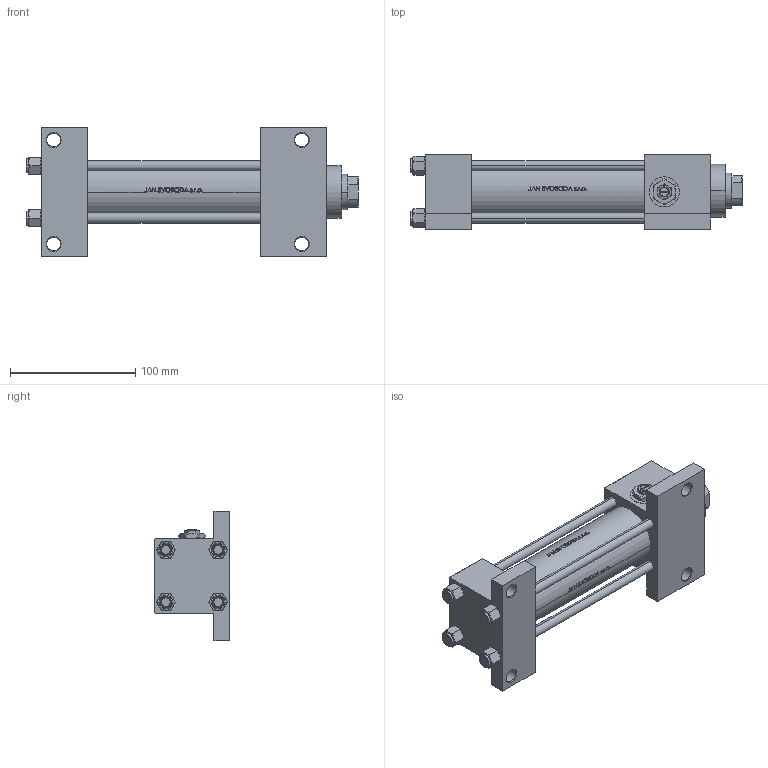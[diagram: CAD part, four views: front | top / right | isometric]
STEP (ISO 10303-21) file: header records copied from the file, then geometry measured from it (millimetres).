
FILE_DESCRIPTION (( 'STEP AP203' ), '1' );
FILE_NAME ('0ecf.STEP', '2023-01-17T17:31:25', ( '' ), ( '' ), 'SwSTEP 2.0', 'SolidWorks 2019', '' );
FILE_SCHEMA (( 'CONFIG_CONTROL_DESIGN' ));
Length unit declared in the file: millimetre
Products named in the file (7): V215_VC_A b3c67474945a4e6225859e3ff996d3f6; 0ecf; V215CR_G_Body b3c67474945a4e6225859e3ff996d3f6; NUT_M5_G b3c67474945a4e6225859e3ff996d3f6; V215CR_G_TYCINKA b3c67474945a4e6225859e3ff996d3f6; V215CR_VCP_G b3c67474945a4e6225859e3ff996d3f6; Zatka_pro_OIL_PORT b3c67474945a4e6225859e3ff996d3f6
Assembly tree (12 placements, depth 2):
  0ecf
    V215CR_G_Body b3c67474945a4e6225859e3ff996d3f6
    V215CR_VCP_G b3c67474945a4e6225859e3ff996d3f6
    V215CR_G_TYCINKA b3c67474945a4e6225859e3ff996d3f6  x4
    NUT_M5_G b3c67474945a4e6225859e3ff996d3f6  x4
    V215_VC_A b3c67474945a4e6225859e3ff996d3f6
    Zatka_pro_OIL_PORT b3c67474945a4e6225859e3ff996d3f6
Bounding box: 265 x 60 x 103 mm (x, y, z)
Volume: 570962.2 mm3; surface area: 157861.2 mm2
Topology: 12 solids, 12 shells, 1129 faces, 2850 edges, 1827 vertices
Faces by surface type: plane 453, bspline 380, cone 164, cylinder 124, torus 8
Entity records: 48955 total; most frequent: CARTESIAN_POINT 26376, ORIENTED_EDGE 5192, DIRECTION 3206, EDGE_CURVE 2596, VERTEX_POINT 1683, VECTOR 1328, LINE 1328, EDGE_LOOP 1111
